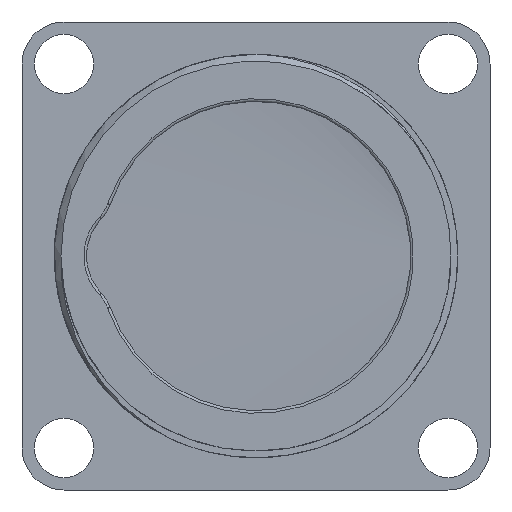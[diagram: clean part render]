
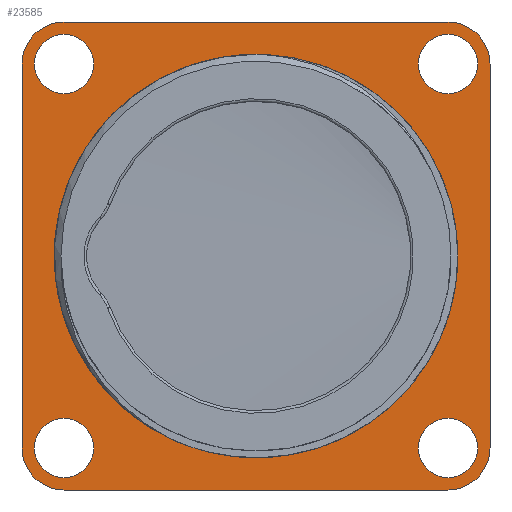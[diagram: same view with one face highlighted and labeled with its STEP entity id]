
A CAD part, left-side view. The second image highlights one B-rep face of the part: STEP entity #23585.
In plain terms, the highlighted planar face has unit normal (-1, 0, 0).
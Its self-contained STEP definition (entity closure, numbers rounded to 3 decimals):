
#551=FACE_BOUND('',#4009,.T.);
#552=FACE_BOUND('',#4010,.T.);
#553=FACE_BOUND('',#4011,.T.);
#554=FACE_BOUND('',#4012,.T.);
#555=FACE_BOUND('',#4013,.T.);
#752=PLANE('',#25079);
#1284=CIRCLE('',#24921,13.5);
#1285=CIRCLE('',#24922,13.5);
#1303=CIRCLE('',#24949,2.2);
#1304=CIRCLE('',#24950,2.2);
#1306=CIRCLE('',#24953,2.2);
#1307=CIRCLE('',#24954,2.2);
#1309=CIRCLE('',#24957,2.2);
#1310=CIRCLE('',#24958,2.2);
#1312=CIRCLE('',#24961,2.2);
#1313=CIRCLE('',#24962,2.2);
#1396=CIRCLE('',#25080,3.125);
#1397=CIRCLE('',#25081,3.125);
#1398=CIRCLE('',#25082,3.125);
#1399=CIRCLE('',#25083,3.125);
#2670=FACE_OUTER_BOUND('',#4008,.T.);
#4008=EDGE_LOOP('',(#15082,#15083,#15084,#15085,#15086,#15087,#15088,#15089));
#4009=EDGE_LOOP('',(#15090,#15091));
#4010=EDGE_LOOP('',(#15092,#15093));
#4011=EDGE_LOOP('',(#15094,#15095));
#4012=EDGE_LOOP('',(#15096,#15097));
#4013=EDGE_LOOP('',(#15098,#15099));
#5890=LINE('',#34815,#7443);
#5894=LINE('',#34824,#7447);
#5920=LINE('',#35198,#7473);
#5921=LINE('',#35205,#7474);
#7443=VECTOR('',#27691,10.);
#7447=VECTOR('',#27697,10.);
#7473=VECTOR('',#27985,10.);
#7474=VECTOR('',#27994,10.);
#9036=VERTEX_POINT('',#34632);
#9037=VERTEX_POINT('',#34634);
#9053=VERTEX_POINT('',#34812);
#9054=VERTEX_POINT('',#34814);
#9057=VERTEX_POINT('',#34821);
#9058=VERTEX_POINT('',#34823);
#9060=VERTEX_POINT('',#34829);
#9061=VERTEX_POINT('',#34830);
#9063=VERTEX_POINT('',#34837);
#9064=VERTEX_POINT('',#34838);
#9066=VERTEX_POINT('',#34845);
#9067=VERTEX_POINT('',#34846);
#9069=VERTEX_POINT('',#34853);
#9070=VERTEX_POINT('',#34854);
#9140=VERTEX_POINT('',#35194);
#9141=VERTEX_POINT('',#35196);
#9142=VERTEX_POINT('',#35202);
#9143=VERTEX_POINT('',#35204);
#11304=EDGE_CURVE('',#9036,#9037,#1284,.T.);
#11305=EDGE_CURVE('',#9037,#9036,#1285,.T.);
#11328=EDGE_CURVE('',#9053,#9054,#5890,.T.);
#11332=EDGE_CURVE('',#9057,#9058,#5894,.T.);
#11335=EDGE_CURVE('',#9060,#9061,#1303,.T.);
#11336=EDGE_CURVE('',#9061,#9060,#1304,.T.);
#11339=EDGE_CURVE('',#9063,#9064,#1306,.T.);
#11340=EDGE_CURVE('',#9064,#9063,#1307,.T.);
#11343=EDGE_CURVE('',#9066,#9067,#1309,.T.);
#11344=EDGE_CURVE('',#9067,#9066,#1310,.T.);
#11347=EDGE_CURVE('',#9069,#9070,#1312,.T.);
#11348=EDGE_CURVE('',#9070,#9069,#1313,.T.);
#11453=EDGE_CURVE('',#9141,#9140,#5920,.T.);
#11454=EDGE_CURVE('',#9057,#9140,#1396,.T.);
#11455=EDGE_CURVE('',#9141,#9054,#1397,.T.);
#11456=EDGE_CURVE('',#9053,#9142,#1398,.T.);
#11457=EDGE_CURVE('',#9143,#9142,#5921,.T.);
#11458=EDGE_CURVE('',#9143,#9058,#1399,.T.);
#15082=ORIENTED_EDGE('',*,*,#11454,.T.);
#15083=ORIENTED_EDGE('',*,*,#11453,.F.);
#15084=ORIENTED_EDGE('',*,*,#11455,.T.);
#15085=ORIENTED_EDGE('',*,*,#11328,.F.);
#15086=ORIENTED_EDGE('',*,*,#11456,.T.);
#15087=ORIENTED_EDGE('',*,*,#11457,.F.);
#15088=ORIENTED_EDGE('',*,*,#11458,.T.);
#15089=ORIENTED_EDGE('',*,*,#11332,.F.);
#15090=ORIENTED_EDGE('',*,*,#11305,.F.);
#15091=ORIENTED_EDGE('',*,*,#11304,.F.);
#15092=ORIENTED_EDGE('',*,*,#11335,.T.);
#15093=ORIENTED_EDGE('',*,*,#11336,.T.);
#15094=ORIENTED_EDGE('',*,*,#11339,.T.);
#15095=ORIENTED_EDGE('',*,*,#11340,.T.);
#15096=ORIENTED_EDGE('',*,*,#11343,.T.);
#15097=ORIENTED_EDGE('',*,*,#11344,.T.);
#15098=ORIENTED_EDGE('',*,*,#11347,.T.);
#15099=ORIENTED_EDGE('',*,*,#11348,.T.);
#23585=ADVANCED_FACE('',(#2670,#551,#552,#553,#554,#555),#752,.T.);
#24921=AXIS2_PLACEMENT_3D('',#34635,#27636,#27637);
#24922=AXIS2_PLACEMENT_3D('',#34636,#27638,#27639);
#24949=AXIS2_PLACEMENT_3D('',#34831,#27702,#27703);
#24950=AXIS2_PLACEMENT_3D('',#34832,#27704,#27705);
#24953=AXIS2_PLACEMENT_3D('',#34839,#27711,#27712);
#24954=AXIS2_PLACEMENT_3D('',#34840,#27713,#27714);
#24957=AXIS2_PLACEMENT_3D('',#34847,#27720,#27721);
#24958=AXIS2_PLACEMENT_3D('',#34848,#27722,#27723);
#24961=AXIS2_PLACEMENT_3D('',#34855,#27729,#27730);
#24962=AXIS2_PLACEMENT_3D('',#34856,#27731,#27732);
#25079=AXIS2_PLACEMENT_3D('',#35199,#27986,#27987);
#25080=AXIS2_PLACEMENT_3D('',#35200,#27988,#27989);
#25081=AXIS2_PLACEMENT_3D('',#35201,#27990,#27991);
#25082=AXIS2_PLACEMENT_3D('',#35203,#27992,#27993);
#25083=AXIS2_PLACEMENT_3D('',#35206,#27995,#27996);
#27636=DIRECTION('center_axis',(-1.,0.,0.));
#27637=DIRECTION('ref_axis',(0.,-1.,0.));
#27638=DIRECTION('center_axis',(-1.,0.,0.));
#27639=DIRECTION('ref_axis',(0.,-1.,0.));
#27691=DIRECTION('',(0.,0.,1.));
#27697=DIRECTION('',(0.,0.,-1.));
#27702=DIRECTION('center_axis',(1.,0.,0.));
#27703=DIRECTION('ref_axis',(0.,0.,1.));
#27704=DIRECTION('center_axis',(1.,0.,0.));
#27705=DIRECTION('ref_axis',(0.,0.,1.));
#27711=DIRECTION('center_axis',(1.,0.,0.));
#27712=DIRECTION('ref_axis',(0.,-1.,0.));
#27713=DIRECTION('center_axis',(1.,0.,0.));
#27714=DIRECTION('ref_axis',(0.,-1.,0.));
#27720=DIRECTION('center_axis',(1.,0.,0.));
#27721=DIRECTION('ref_axis',(0.,0.,-1.));
#27722=DIRECTION('center_axis',(1.,0.,0.));
#27723=DIRECTION('ref_axis',(0.,0.,-1.));
#27729=DIRECTION('center_axis',(1.,0.,0.));
#27730=DIRECTION('ref_axis',(0.,1.,0.));
#27731=DIRECTION('center_axis',(1.,0.,0.));
#27732=DIRECTION('ref_axis',(0.,1.,0.));
#27985=DIRECTION('',(0.,-1.,0.));
#27986=DIRECTION('center_axis',(-1.,0.,0.));
#27987=DIRECTION('ref_axis',(0.,0.,1.));
#27988=DIRECTION('center_axis',(-1.,0.,0.));
#27989=DIRECTION('ref_axis',(0.,1.,0.));
#27990=DIRECTION('center_axis',(-1.,0.,0.));
#27991=DIRECTION('ref_axis',(0.,0.,-1.));
#27992=DIRECTION('center_axis',(-1.,0.,0.));
#27993=DIRECTION('ref_axis',(0.,-1.,0.));
#27994=DIRECTION('',(0.,1.,0.));
#27995=DIRECTION('center_axis',(-1.,0.,0.));
#27996=DIRECTION('ref_axis',(0.,0.,1.));
#34632=CARTESIAN_POINT('',(38.,0.,13.5));
#34634=CARTESIAN_POINT('',(38.,13.5,0.));
#34635=CARTESIAN_POINT('Origin',(38.,0.,0.));
#34636=CARTESIAN_POINT('Origin',(38.,0.,0.));
#34812=CARTESIAN_POINT('',(38.,17.4,-14.275));
#34814=CARTESIAN_POINT('',(38.,17.4,14.275));
#34815=CARTESIAN_POINT('',(38.,17.4,8.7));
#34821=CARTESIAN_POINT('',(38.,-17.4,14.275));
#34823=CARTESIAN_POINT('',(38.,-17.4,-14.275));
#34824=CARTESIAN_POINT('',(38.,-17.4,-8.7));
#34829=CARTESIAN_POINT('',(38.,14.275,-12.075));
#34830=CARTESIAN_POINT('',(38.,14.275,-16.475));
#34831=CARTESIAN_POINT('Origin',(38.,14.275,-14.275));
#34832=CARTESIAN_POINT('Origin',(38.,14.275,-14.275));
#34837=CARTESIAN_POINT('',(38.,12.075,14.275));
#34838=CARTESIAN_POINT('',(38.,16.475,14.275));
#34839=CARTESIAN_POINT('Origin',(38.,14.275,14.275));
#34840=CARTESIAN_POINT('Origin',(38.,14.275,14.275));
#34845=CARTESIAN_POINT('',(38.,-14.275,12.075));
#34846=CARTESIAN_POINT('',(38.,-14.275,16.475));
#34847=CARTESIAN_POINT('Origin',(38.,-14.275,14.275));
#34848=CARTESIAN_POINT('Origin',(38.,-14.275,14.275));
#34853=CARTESIAN_POINT('',(38.,-12.075,-14.275));
#34854=CARTESIAN_POINT('',(38.,-16.475,-14.275));
#34855=CARTESIAN_POINT('Origin',(38.,-14.275,-14.275));
#34856=CARTESIAN_POINT('Origin',(38.,-14.275,-14.275));
#35194=CARTESIAN_POINT('',(38.,-14.275,17.4));
#35196=CARTESIAN_POINT('',(38.,14.275,17.4));
#35198=CARTESIAN_POINT('',(38.,-8.7,17.4));
#35199=CARTESIAN_POINT('Origin',(38.,17.4,0.));
#35200=CARTESIAN_POINT('Origin',(38.,-14.275,14.275));
#35201=CARTESIAN_POINT('Origin',(38.,14.275,14.275));
#35202=CARTESIAN_POINT('',(38.,14.275,-17.4));
#35203=CARTESIAN_POINT('Origin',(38.,14.275,-14.275));
#35204=CARTESIAN_POINT('',(38.,-14.275,-17.4));
#35205=CARTESIAN_POINT('',(38.,8.7,-17.4));
#35206=CARTESIAN_POINT('Origin',(38.,-14.275,-14.275));
